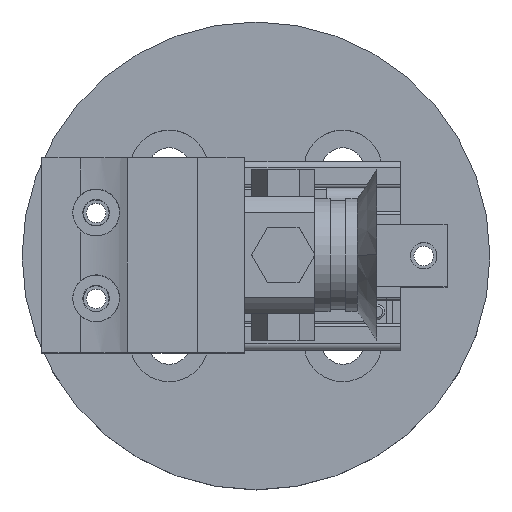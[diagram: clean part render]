
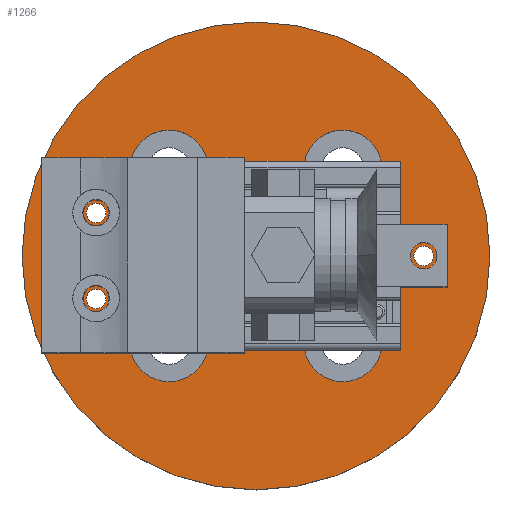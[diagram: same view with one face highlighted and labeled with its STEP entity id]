
A CAD part, top view. The second image highlights one B-rep face of the part: STEP entity #1266.
In plain terms, the highlighted planar face has unit normal (0, 0, 1).
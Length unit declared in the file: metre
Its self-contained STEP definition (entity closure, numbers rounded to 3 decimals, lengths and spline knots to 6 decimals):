
#1266=ADVANCED_FACE('NONE',(#2711,#2712,#2713,#2714,#2715,#2716,#2717,#2718),#2719,.T.);
#2711=FACE_OUTER_BOUND('',#4346,.T.);
#2712=FACE_BOUND('',#4347,.T.);
#2713=FACE_BOUND('',#4348,.T.);
#2714=FACE_BOUND('',#4349,.T.);
#2715=FACE_BOUND('',#4350,.T.);
#2716=FACE_BOUND('',#4351,.T.);
#2717=FACE_BOUND('',#4352,.T.);
#2718=FACE_BOUND('',#4353,.T.);
#2719=PLANE('',#4354);
#4346=EDGE_LOOP('',(#8230,#8231));
#4347=EDGE_LOOP('',(#8232,#8233));
#4348=EDGE_LOOP('',(#8234,#8235));
#4349=EDGE_LOOP('',(#8236,#8237));
#4350=EDGE_LOOP('',(#8238,#8239));
#4351=EDGE_LOOP('',(#8240,#8241));
#4352=EDGE_LOOP('',(#8242,#8243));
#4353=EDGE_LOOP('',(#8244,#8245));
#4354=AXIS2_PLACEMENT_3D('',#8246,#8247,#8248);
#8230=ORIENTED_EDGE('',*,*,#10903,.T.);
#8231=ORIENTED_EDGE('',*,*,#10866,.T.);
#8232=ORIENTED_EDGE('',*,*,#10906,.T.);
#8233=ORIENTED_EDGE('',*,*,#10831,.T.);
#8234=ORIENTED_EDGE('',*,*,#10907,.T.);
#8235=ORIENTED_EDGE('',*,*,#10836,.T.);
#8236=ORIENTED_EDGE('',*,*,#10908,.T.);
#8237=ORIENTED_EDGE('',*,*,#10841,.T.);
#8238=ORIENTED_EDGE('',*,*,#10909,.F.);
#8239=ORIENTED_EDGE('',*,*,#10848,.F.);
#8240=ORIENTED_EDGE('',*,*,#10910,.F.);
#8241=ORIENTED_EDGE('',*,*,#10853,.F.);
#8242=ORIENTED_EDGE('',*,*,#10911,.F.);
#8243=ORIENTED_EDGE('',*,*,#10858,.F.);
#8244=ORIENTED_EDGE('',*,*,#10912,.F.);
#8245=ORIENTED_EDGE('',*,*,#10863,.F.);
#8246=CARTESIAN_POINT('',(0.,0.,0.01));
#8247=DIRECTION('',(0.0,0.0,1.0));
#8248=DIRECTION('',(1.0,0.0,0.0));
#10831=EDGE_CURVE('NONE',#13230,#13231,#13232,.T.);
#10836=EDGE_CURVE('NONE',#13239,#13240,#13241,.T.);
#10841=EDGE_CURVE('NONE',#13248,#13249,#13250,.T.);
#10848=EDGE_CURVE('NONE',#13260,#13262,#13263,.T.);
#10853=EDGE_CURVE('NONE',#13269,#13271,#13272,.T.);
#10858=EDGE_CURVE('NONE',#13278,#13280,#13281,.T.);
#10863=EDGE_CURVE('NONE',#13287,#13289,#13290,.T.);
#10866=EDGE_CURVE('NONE',#13293,#13294,#13295,.T.);
#10903=EDGE_CURVE('NONE',#13294,#13293,#13350,.T.);
#10906=EDGE_CURVE('NONE',#13231,#13230,#13353,.T.);
#10907=EDGE_CURVE('NONE',#13240,#13239,#13354,.T.);
#10908=EDGE_CURVE('NONE',#13249,#13248,#13355,.T.);
#10909=EDGE_CURVE('NONE',#13262,#13260,#13356,.T.);
#10910=EDGE_CURVE('NONE',#13271,#13269,#13357,.T.);
#10911=EDGE_CURVE('NONE',#13280,#13278,#13358,.T.);
#10912=EDGE_CURVE('NONE',#13289,#13287,#13359,.T.);
#13230=VERTEX_POINT('NONE',#17113);
#13231=VERTEX_POINT('NONE',#17114);
#13232=CIRCLE('',#17115,0.00125);
#13239=VERTEX_POINT('NONE',#17124);
#13240=VERTEX_POINT('NONE',#17125);
#13241=CIRCLE('',#17126,0.00125);
#13248=VERTEX_POINT('NONE',#17135);
#13249=VERTEX_POINT('NONE',#17136);
#13250=CIRCLE('',#17137,0.00125);
#13260=VERTEX_POINT('NONE',#17149);
#13262=VERTEX_POINT('NONE',#17152);
#13263=CIRCLE('',#17153,0.005);
#13269=VERTEX_POINT('NONE',#17160);
#13271=VERTEX_POINT('NONE',#17163);
#13272=CIRCLE('',#17164,0.005);
#13278=VERTEX_POINT('NONE',#17171);
#13280=VERTEX_POINT('NONE',#17174);
#13281=CIRCLE('',#17175,0.005);
#13287=VERTEX_POINT('NONE',#17182);
#13289=VERTEX_POINT('NONE',#17185);
#13290=CIRCLE('',#17186,0.005);
#13293=VERTEX_POINT('NONE',#17190);
#13294=VERTEX_POINT('NONE',#17191);
#13295=CIRCLE('',#17192,0.03);
#13350=CIRCLE('',#17257,0.03);
#13353=CIRCLE('',#17260,0.00125);
#13354=CIRCLE('',#17261,0.00125);
#13355=CIRCLE('',#17262,0.00125);
#13356=CIRCLE('',#17263,0.005);
#13357=CIRCLE('',#17264,0.005);
#13358=CIRCLE('',#17265,0.005);
#13359=CIRCLE('',#17266,0.005);
#17113=CARTESIAN_POINT('',(0.0215,-0.00125,0.01));
#17114=CARTESIAN_POINT('',(0.0215,0.00125,0.01));
#17115=AXIS2_PLACEMENT_3D('',#20270,#20271,#20272);
#17124=CARTESIAN_POINT('',(-0.020495,-0.00675,0.01));
#17125=CARTESIAN_POINT('',(-0.020495,-0.00425,0.01));
#17126=AXIS2_PLACEMENT_3D('',#20278,#20279,#20280);
#17135=CARTESIAN_POINT('',(-0.020495,0.00425,0.01));
#17136=CARTESIAN_POINT('',(-0.020495,0.00675,0.01));
#17137=AXIS2_PLACEMENT_3D('',#20286,#20287,#20288);
#17149=CARTESIAN_POINT('',(0.011137,0.016137,0.01));
#17152=CARTESIAN_POINT('',(0.011137,0.006137,0.01));
#17153=AXIS2_PLACEMENT_3D('',#20298,#20299,#20300);
#17160=CARTESIAN_POINT('',(0.011137,-0.006137,0.01));
#17163=CARTESIAN_POINT('',(0.011137,-0.016137,0.01));
#17164=AXIS2_PLACEMENT_3D('',#20306,#20307,#20308);
#17171=CARTESIAN_POINT('',(-0.011137,-0.006137,0.01));
#17174=CARTESIAN_POINT('',(-0.011137,-0.016137,0.01));
#17175=AXIS2_PLACEMENT_3D('',#20314,#20315,#20316);
#17182=CARTESIAN_POINT('',(-0.011137,0.016137,0.01));
#17185=CARTESIAN_POINT('',(-0.011137,0.006137,0.01));
#17186=AXIS2_PLACEMENT_3D('',#20322,#20323,#20324);
#17190=CARTESIAN_POINT('',(0.,-0.03,0.01));
#17191=CARTESIAN_POINT('',(0.,0.03,0.01));
#17192=AXIS2_PLACEMENT_3D('',#20326,#20327,#20328);
#17257=AXIS2_PLACEMENT_3D('',#20390,#20391,#20392);
#17260=AXIS2_PLACEMENT_3D('',#20396,#20397,#20398);
#17261=AXIS2_PLACEMENT_3D('',#20399,#20400,#20401);
#17262=AXIS2_PLACEMENT_3D('',#20402,#20403,#20404);
#17263=AXIS2_PLACEMENT_3D('',#20405,#20406,#20407);
#17264=AXIS2_PLACEMENT_3D('',#20408,#20409,#20410);
#17265=AXIS2_PLACEMENT_3D('',#20411,#20412,#20413);
#17266=AXIS2_PLACEMENT_3D('',#20414,#20415,#20416);
#20270=CARTESIAN_POINT('',(0.0215,0.,0.01));
#20271=DIRECTION('',(0.0,0.0,-1.0));
#20272=DIRECTION('',(0.0,1.0,0.0));
#20278=CARTESIAN_POINT('',(-0.020495,-0.0055,0.01));
#20279=DIRECTION('',(0.0,0.0,-1.0));
#20280=DIRECTION('',(0.0,1.0,0.0));
#20286=CARTESIAN_POINT('',(-0.020495,0.0055,0.01));
#20287=DIRECTION('',(0.0,0.0,-1.0));
#20288=DIRECTION('',(0.0,1.0,0.0));
#20298=CARTESIAN_POINT('',(0.011137,0.011137,0.01));
#20299=DIRECTION('',(0.0,0.0,1.0));
#20300=DIRECTION('',(0.0,-1.0,0.0));
#20306=CARTESIAN_POINT('',(0.011137,-0.011137,0.01));
#20307=DIRECTION('',(0.0,0.0,1.0));
#20308=DIRECTION('',(0.0,-1.0,0.0));
#20314=CARTESIAN_POINT('',(-0.011137,-0.011137,0.01));
#20315=DIRECTION('',(0.0,0.0,1.0));
#20316=DIRECTION('',(0.0,-1.0,0.0));
#20322=CARTESIAN_POINT('',(-0.011137,0.011137,0.01));
#20323=DIRECTION('',(0.0,0.0,1.0));
#20324=DIRECTION('',(0.0,-1.0,0.0));
#20326=CARTESIAN_POINT('',(0.,0.,0.01));
#20327=DIRECTION('',(0.0,0.0,1.0));
#20328=DIRECTION('',(0.0,-1.0,0.0));
#20390=CARTESIAN_POINT('',(0.,0.,0.01));
#20391=DIRECTION('',(0.0,0.0,1.0));
#20392=DIRECTION('',(0.0,-1.0,0.0));
#20396=CARTESIAN_POINT('',(0.0215,0.,0.01));
#20397=DIRECTION('',(0.0,0.0,-1.0));
#20398=DIRECTION('',(0.0,1.0,0.0));
#20399=CARTESIAN_POINT('',(-0.020495,-0.0055,0.01));
#20400=DIRECTION('',(0.0,0.0,-1.0));
#20401=DIRECTION('',(0.0,1.0,0.0));
#20402=CARTESIAN_POINT('',(-0.020495,0.0055,0.01));
#20403=DIRECTION('',(0.0,0.0,-1.0));
#20404=DIRECTION('',(0.0,1.0,0.0));
#20405=CARTESIAN_POINT('',(0.011137,0.011137,0.01));
#20406=DIRECTION('',(0.0,0.0,1.0));
#20407=DIRECTION('',(0.0,-1.0,0.0));
#20408=CARTESIAN_POINT('',(0.011137,-0.011137,0.01));
#20409=DIRECTION('',(0.0,0.0,1.0));
#20410=DIRECTION('',(0.0,-1.0,0.0));
#20411=CARTESIAN_POINT('',(-0.011137,-0.011137,0.01));
#20412=DIRECTION('',(0.0,0.0,1.0));
#20413=DIRECTION('',(0.0,-1.0,0.0));
#20414=CARTESIAN_POINT('',(-0.011137,0.011137,0.01));
#20415=DIRECTION('',(0.0,0.0,1.0));
#20416=DIRECTION('',(0.0,-1.0,0.0));
